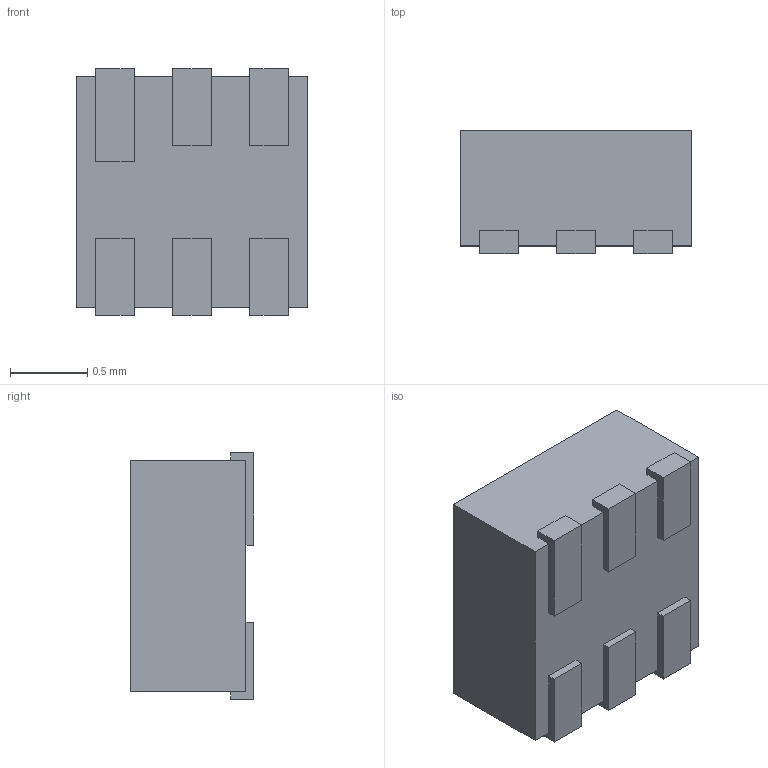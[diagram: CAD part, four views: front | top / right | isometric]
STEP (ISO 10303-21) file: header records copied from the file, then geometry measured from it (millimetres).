
FILE_DESCRIPTION (( 'STEP AP214' ), '1' );
FILE_NAME ( 'SON_6_P50_150X150X80L50X25L.STEP', '2018-12-16T18:02:53', ( '' ), ( '' ), 'Part was generated with the free Library Expert Lite available at www.PCBLibraries.com. Removing line will violate the End User License Agreement.', '©2017 PCB Libraries, Inc.', '' );
FILE_SCHEMA (( 'AUTOMOTIVE_DESIGN' ));
Length unit declared in the file: millimetre
Products named in the file (1): SON_6_P50_150X150X80L50X25L
Bounding box: 1.5 x 0.8 x 1.6 mm (x, y, z)
Volume: 1.7 mm3; surface area: 11.4 mm2
Topology: 7 solids, 7 shells, 57 faces, 126 edges, 84 vertices
Faces by surface type: plane 55, torus 2
Entity records: 1811 total; most frequent: CARTESIAN_POINT 268, ORIENTED_EDGE 252, DIRECTION 248, EDGE_CURVE 126, VECTOR 120, LINE 120, VERTEX_POINT 84, STYLED_ITEM 65
